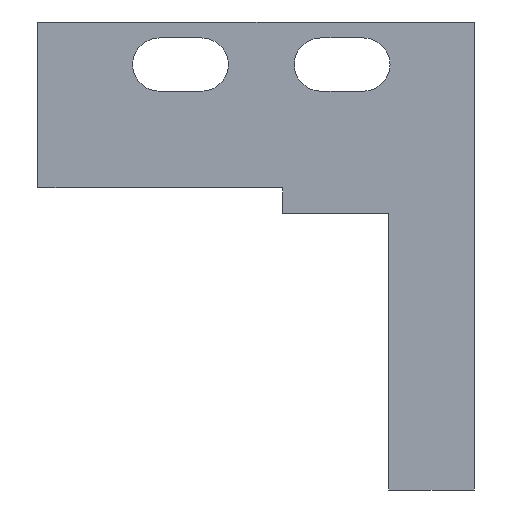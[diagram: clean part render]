
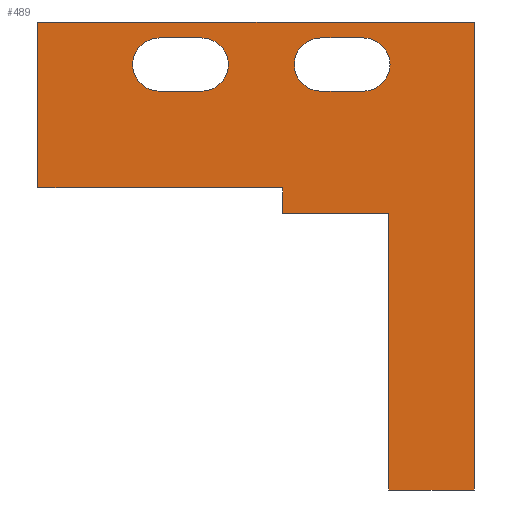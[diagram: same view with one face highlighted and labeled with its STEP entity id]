
A CAD part, front view. The second image highlights one B-rep face of the part: STEP entity #489.
In plain terms, the highlighted face is planar.
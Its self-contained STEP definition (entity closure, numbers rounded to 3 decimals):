
#33=FACE_BOUND('',#86,.T.);
#34=FACE_BOUND('',#87,.T.);
#41=CIRCLE('',#532,1.25);
#42=CIRCLE('',#533,1.25);
#43=CIRCLE('',#534,1.25);
#44=CIRCLE('',#535,1.25);
#59=FACE_OUTER_BOUND('',#85,.T.);
#85=EDGE_LOOP('',(#335,#336,#337,#338,#339,#340,#341,#342));
#86=EDGE_LOOP('',(#343,#344,#345,#346));
#87=EDGE_LOOP('',(#347,#348,#349,#350));
#119=LINE('',#732,#170);
#120=LINE('',#734,#171);
#121=LINE('',#736,#172);
#122=LINE('',#738,#173);
#123=LINE('',#740,#174);
#124=LINE('',#742,#175);
#125=LINE('',#744,#176);
#126=LINE('',#745,#177);
#127=LINE('',#750,#178);
#128=LINE('',#753,#179);
#129=LINE('',#758,#180);
#130=LINE('',#761,#181);
#170=VECTOR('',#585,1000.);
#171=VECTOR('',#586,1000.);
#172=VECTOR('',#587,1000.);
#173=VECTOR('',#588,1000.);
#174=VECTOR('',#589,1000.);
#175=VECTOR('',#590,1000.);
#176=VECTOR('',#591,1000.);
#177=VECTOR('',#592,1000.);
#178=VECTOR('',#595,1000.);
#179=VECTOR('',#598,1000.);
#180=VECTOR('',#601,1000.);
#181=VECTOR('',#604,1000.);
#221=VERTEX_POINT('',#730);
#222=VERTEX_POINT('',#731);
#223=VERTEX_POINT('',#733);
#224=VERTEX_POINT('',#735);
#225=VERTEX_POINT('',#737);
#226=VERTEX_POINT('',#739);
#227=VERTEX_POINT('',#741);
#228=VERTEX_POINT('',#743);
#229=VERTEX_POINT('',#746);
#230=VERTEX_POINT('',#747);
#231=VERTEX_POINT('',#749);
#232=VERTEX_POINT('',#751);
#233=VERTEX_POINT('',#754);
#234=VERTEX_POINT('',#755);
#235=VERTEX_POINT('',#757);
#236=VERTEX_POINT('',#759);
#266=EDGE_CURVE('',#221,#222,#119,.T.);
#267=EDGE_CURVE('',#222,#223,#120,.T.);
#268=EDGE_CURVE('',#223,#224,#121,.T.);
#269=EDGE_CURVE('',#224,#225,#122,.T.);
#270=EDGE_CURVE('',#225,#226,#123,.T.);
#271=EDGE_CURVE('',#227,#226,#124,.T.);
#272=EDGE_CURVE('',#228,#227,#125,.T.);
#273=EDGE_CURVE('',#221,#228,#126,.T.);
#274=EDGE_CURVE('',#229,#230,#41,.T.);
#275=EDGE_CURVE('',#231,#229,#127,.T.);
#276=EDGE_CURVE('',#232,#231,#42,.T.);
#277=EDGE_CURVE('',#230,#232,#128,.T.);
#278=EDGE_CURVE('',#233,#234,#43,.T.);
#279=EDGE_CURVE('',#235,#233,#129,.T.);
#280=EDGE_CURVE('',#236,#235,#44,.T.);
#281=EDGE_CURVE('',#234,#236,#130,.T.);
#335=ORIENTED_EDGE('',*,*,#266,.T.);
#336=ORIENTED_EDGE('',*,*,#267,.T.);
#337=ORIENTED_EDGE('',*,*,#268,.T.);
#338=ORIENTED_EDGE('',*,*,#269,.T.);
#339=ORIENTED_EDGE('',*,*,#270,.T.);
#340=ORIENTED_EDGE('',*,*,#271,.F.);
#341=ORIENTED_EDGE('',*,*,#272,.F.);
#342=ORIENTED_EDGE('',*,*,#273,.F.);
#343=ORIENTED_EDGE('',*,*,#274,.F.);
#344=ORIENTED_EDGE('',*,*,#275,.F.);
#345=ORIENTED_EDGE('',*,*,#276,.F.);
#346=ORIENTED_EDGE('',*,*,#277,.F.);
#347=ORIENTED_EDGE('',*,*,#278,.F.);
#348=ORIENTED_EDGE('',*,*,#279,.F.);
#349=ORIENTED_EDGE('',*,*,#280,.F.);
#350=ORIENTED_EDGE('',*,*,#281,.F.);
#473=PLANE('',#531);
#489=ADVANCED_FACE('',(#59,#33,#34),#473,.F.);
#531=AXIS2_PLACEMENT_3D('',#729,#583,#584);
#532=AXIS2_PLACEMENT_3D('',#748,#593,#594);
#533=AXIS2_PLACEMENT_3D('',#752,#596,#597);
#534=AXIS2_PLACEMENT_3D('',#756,#599,#600);
#535=AXIS2_PLACEMENT_3D('',#760,#602,#603);
#583=DIRECTION('center_axis',(0.,-1.,0.));
#584=DIRECTION('ref_axis',(0.,0.,-1.));
#585=DIRECTION('',(-1.,0.,0.));
#586=DIRECTION('',(0.,0.,1.));
#587=DIRECTION('',(1.,0.,0.));
#588=DIRECTION('',(0.,0.,-1.));
#589=DIRECTION('',(1.,0.,0.));
#590=DIRECTION('',(0.,0.,1.));
#591=DIRECTION('',(-1.,0.,0.));
#592=DIRECTION('',(0.,0.,1.));
#593=DIRECTION('center_axis',(0.,1.,0.));
#594=DIRECTION('ref_axis',(1.,0.,0.));
#595=DIRECTION('',(0.,0.,1.));
#596=DIRECTION('center_axis',(0.,1.,0.));
#597=DIRECTION('ref_axis',(1.,0.,0.));
#598=DIRECTION('',(0.,0.,-1.));
#599=DIRECTION('center_axis',(0.,1.,0.));
#600=DIRECTION('ref_axis',(1.,0.,0.));
#601=DIRECTION('',(0.,0.,1.));
#602=DIRECTION('center_axis',(0.,1.,0.));
#603=DIRECTION('ref_axis',(1.,0.,0.));
#604=DIRECTION('',(0.,0.,-1.));
#729=CARTESIAN_POINT('Origin',(13.,3.5,-2.));
#730=CARTESIAN_POINT('',(13.,3.5,-2.));
#731=CARTESIAN_POINT('',(-9.,3.5,-2.));
#732=CARTESIAN_POINT('',(13.,3.5,-2.));
#733=CARTESIAN_POINT('',(-9.,3.5,18.5));
#734=CARTESIAN_POINT('',(-9.,3.5,-2.));
#735=CARTESIAN_POINT('',(-1.2,3.5,18.5));
#736=CARTESIAN_POINT('',(-9.,3.5,18.5));
#737=CARTESIAN_POINT('',(-1.2,3.5,7.));
#738=CARTESIAN_POINT('',(-1.2,3.5,18.5));
#739=CARTESIAN_POINT('',(0.,3.5,7.));
#740=CARTESIAN_POINT('',(-1.2,3.5,7.));
#741=CARTESIAN_POINT('',(0.,3.5,2.));
#742=CARTESIAN_POINT('',(0.,3.5,-2.));
#743=CARTESIAN_POINT('',(13.,3.5,2.));
#744=CARTESIAN_POINT('',(13.,3.5,2.));
#745=CARTESIAN_POINT('',(13.,3.5,-2.));
#746=CARTESIAN_POINT('',(-8.25,3.5,12.8));
#747=CARTESIAN_POINT('',(-5.75,3.5,12.8));
#748=CARTESIAN_POINT('Origin',(-7.,3.5,12.8));
#749=CARTESIAN_POINT('',(-8.25,3.5,10.8));
#750=CARTESIAN_POINT('',(-8.25,3.5,10.8));
#751=CARTESIAN_POINT('',(-5.75,3.5,10.8));
#752=CARTESIAN_POINT('Origin',(-7.,3.5,10.8));
#753=CARTESIAN_POINT('',(-5.75,3.5,12.8));
#754=CARTESIAN_POINT('',(-8.25,3.5,5.2));
#755=CARTESIAN_POINT('',(-5.75,3.5,5.2));
#756=CARTESIAN_POINT('Origin',(-7.,3.5,5.2));
#757=CARTESIAN_POINT('',(-8.25,3.5,3.2));
#758=CARTESIAN_POINT('',(-8.25,3.5,3.2));
#759=CARTESIAN_POINT('',(-5.75,3.5,3.2));
#760=CARTESIAN_POINT('Origin',(-7.,3.5,3.2));
#761=CARTESIAN_POINT('',(-5.75,3.5,5.2));
